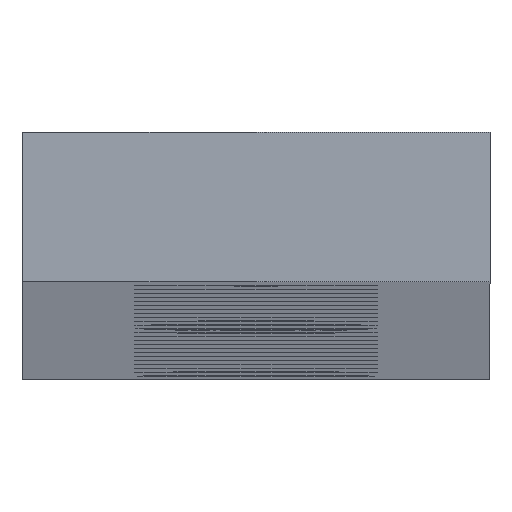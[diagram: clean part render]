
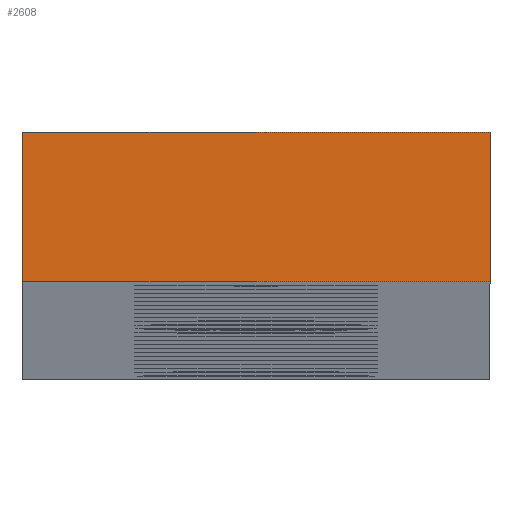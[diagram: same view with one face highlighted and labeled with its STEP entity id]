
A CAD part, top view. The second image highlights one B-rep face of the part: STEP entity #2608.
In plain terms, the highlighted planar face has unit normal (0, 0, 1).
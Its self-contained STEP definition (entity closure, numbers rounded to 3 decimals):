
#41 = EDGE_CURVE ( 'NONE', #8860, #11063, #876, .T. ) ;
#311 = DIRECTION ( 'NONE',  ( 1., 0., 0. ) ) ;
#876 = LINE ( 'NONE', #12924, #7152 ) ;
#1111 = EDGE_CURVE ( 'NONE', #9642, #11063, #14547, .T. ) ;
#1721 = DIRECTION ( 'NONE',  ( 1., 0., 0. ) ) ;
#1886 = CARTESIAN_POINT ( 'NONE',  ( -12.5, -4., 1500. ) ) ;
#2008 = PLANE ( 'NONE',  #4914 ) ;
#2228 = VECTOR ( 'NONE', #2330, 1000. ) ;
#2330 = DIRECTION ( 'NONE',  ( 0., -1., 0. ) ) ;
#2608 = ADVANCED_FACE ( 'NONE', ( #3520 ), #2008, .F. ) ;
#3043 = VECTOR ( 'NONE', #1721, 1000. ) ;
#3520 = FACE_OUTER_BOUND ( 'NONE', #13510, .T. ) ;
#3523 = VERTEX_POINT ( 'NONE', #10267 ) ;
#3981 = CARTESIAN_POINT ( 'NONE',  ( -12.5, 4., 1500. ) ) ;
#4914 = AXIS2_PLACEMENT_3D ( 'NONE', #7607, #13402, #11130 ) ;
#5134 = DIRECTION ( 'NONE',  ( 0., -1., 0. ) ) ;
#5254 = EDGE_CURVE ( 'NONE', #3523, #9642, #13242, .T. ) ;
#7152 = VECTOR ( 'NONE', #5134, 1000. ) ;
#7309 = ORIENTED_EDGE ( 'NONE', *, *, #41, .F. ) ;
#7327 = VECTOR ( 'NONE', #311, 1000. ) ;
#7607 = CARTESIAN_POINT ( 'NONE',  ( -12.5, 4., 1500. ) ) ;
#8181 = LINE ( 'NONE', #9650, #7327 ) ;
#8385 = CARTESIAN_POINT ( 'NONE',  ( -12.5, -4., 1500. ) ) ;
#8860 = VERTEX_POINT ( 'NONE', #11353 ) ;
#9010 = ORIENTED_EDGE ( 'NONE', *, *, #5254, .T. ) ;
#9642 = VERTEX_POINT ( 'NONE', #1886 ) ;
#9650 = CARTESIAN_POINT ( 'NONE',  ( -12.5, 4., 1500. ) ) ;
#10267 = CARTESIAN_POINT ( 'NONE',  ( -12.5, 4., 1500. ) ) ;
#10293 = ORIENTED_EDGE ( 'NONE', *, *, #1111, .T. ) ;
#11063 = VERTEX_POINT ( 'NONE', #12238 ) ;
#11130 = DIRECTION ( 'NONE',  ( -1., 0., 0. ) ) ;
#11250 = EDGE_CURVE ( 'NONE', #3523, #8860, #8181, .T. ) ;
#11353 = CARTESIAN_POINT ( 'NONE',  ( 12.5, 4., 1500. ) ) ;
#12238 = CARTESIAN_POINT ( 'NONE',  ( 12.5, -4., 1500. ) ) ;
#12924 = CARTESIAN_POINT ( 'NONE',  ( 12.5, 4., 1500. ) ) ;
#13242 = LINE ( 'NONE', #3981, #2228 ) ;
#13402 = DIRECTION ( 'NONE',  ( 0., 0., -1. ) ) ;
#13510 = EDGE_LOOP ( 'NONE', ( #10293, #7309, #14665, #9010 ) ) ;
#14547 = LINE ( 'NONE', #8385, #3043 ) ;
#14665 = ORIENTED_EDGE ( 'NONE', *, *, #11250, .F. ) ;
